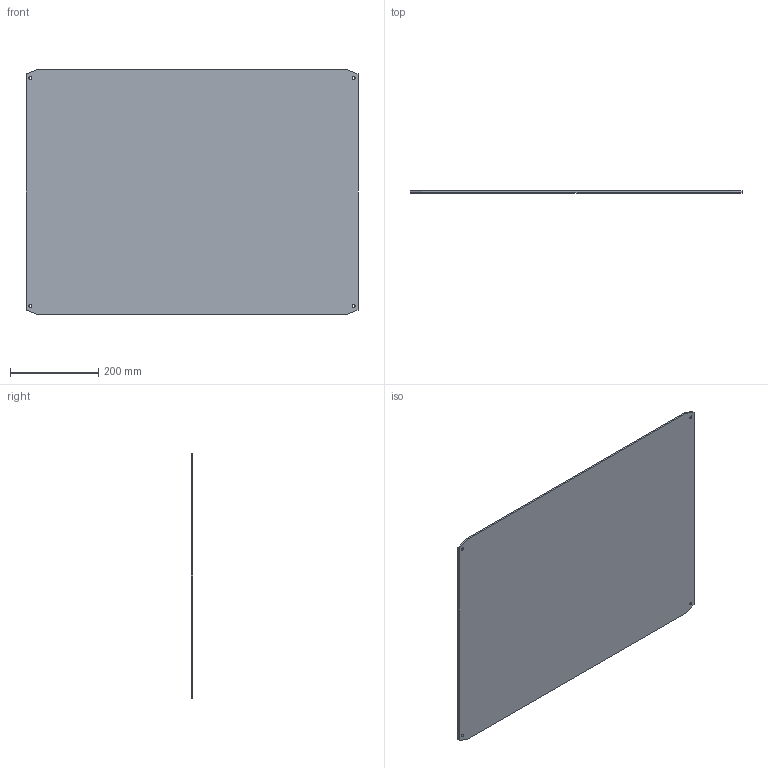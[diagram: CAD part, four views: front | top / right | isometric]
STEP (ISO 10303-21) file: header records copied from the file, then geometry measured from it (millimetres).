
FILE_DESCRIPTION((''),'2;1');
FILE_NAME('NGRMP6080','2016-12-01T',('kjell_andersson'),(''),'PRO/ENGINEER BY PARAMETRIC TECHNOLOGY CORPORATION, 2013230','PRO/ENGINEER BY PARAMETRIC TECHNOLOGY CORPORATION, 2013230','');
FILE_SCHEMA(('CONFIG_CONTROL_DESIGN'));
Length unit declared in the file: millimetre
Products named in the file (1): NGRMP6080
Bounding box: 754 x 4 x 556 mm (x, y, z)
Volume: 1674160.2 mm3; surface area: 847781.2 mm2
Topology: 1 solids, 1 shells, 18 faces, 48 edges, 32 vertices
Faces by surface type: plane 10, cylinder 8
Entity records: 622 total; most frequent: DIRECTION 100, CARTESIAN_POINT 98, ORIENTED_EDGE 96, EDGE_CURVE 48, AXIS2_PLACEMENT_3D 34, VECTOR 32, LINE 32, VERTEX_POINT 32
